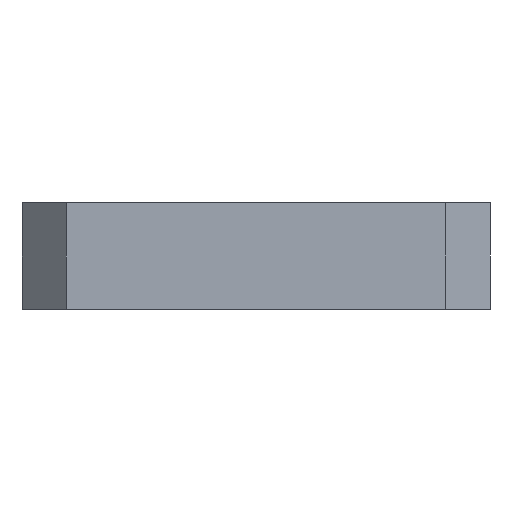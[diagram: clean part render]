
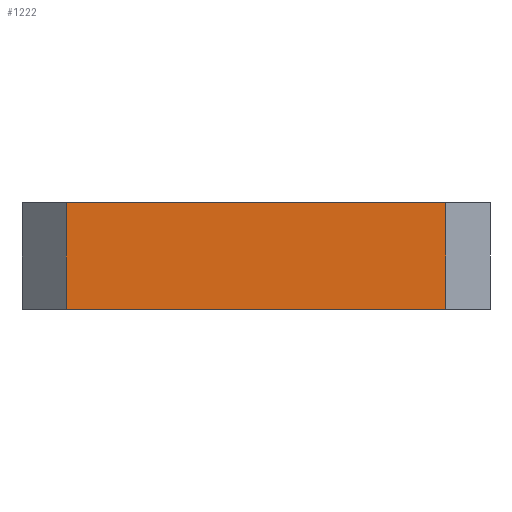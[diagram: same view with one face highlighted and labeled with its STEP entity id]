
A CAD part, front view. The second image highlights one B-rep face of the part: STEP entity #1222.
In plain terms, the highlighted planar face has unit normal (0, -1, 0).
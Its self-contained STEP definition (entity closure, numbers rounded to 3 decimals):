
#450 = PLANE('',#451);
#451 = AXIS2_PLACEMENT_3D('',#452,#453,#454);
#452 = CARTESIAN_POINT('',(270.,372.1,31.6));
#453 = DIRECTION('',(0.,0.,1.));
#454 = DIRECTION('',(-1.,0.,0.));
#797 = PLANE('',#798);
#798 = AXIS2_PLACEMENT_3D('',#799,#800,#801);
#799 = CARTESIAN_POINT('',(270.,369.9,22.));
#800 = DIRECTION('',(0.,0.,-1.));
#801 = DIRECTION('',(1.,0.,0.));
#993 = VERTEX_POINT('',#994);
#994 = CARTESIAN_POINT('',(227.35,318.85,
    31.6));
#1006 = PLANE('',#1007);
#1007 = AXIS2_PLACEMENT_3D('',#1008,#1009,#1010);
#1008 = CARTESIAN_POINT('',(227.87,318.33,
    20.92));
#1009 = DIRECTION('',(-0.707,-0.707,
    0.));
#1010 = DIRECTION('',(0.707,-0.707,0.
    ));
#1017 = EDGE_CURVE('',#993,#1018,#1020,.T.);
#1018 = VERTEX_POINT('',#1019);
#1019 = CARTESIAN_POINT('',(261.65,318.85,
    31.6));
#1020 = SURFACE_CURVE('',#1021,(#1024,#1030),.PCURVE_S1.);
#1021 = B_SPLINE_CURVE_WITH_KNOTS('',1,(#1022,#1023),.UNSPECIFIED.,.F.,
  .F.,(2,2),(0.,34.3),.PIECEWISE_BEZIER_KNOTS.);
#1022 = CARTESIAN_POINT('',(227.35,318.85,
    31.6));
#1023 = CARTESIAN_POINT('',(261.65,318.85,
    31.6));
#1024 = PCURVE('',#450,#1025);
#1025 = DEFINITIONAL_REPRESENTATION('',(#1026),#1029);
#1026 = B_SPLINE_CURVE_WITH_KNOTS('',1,(#1027,#1028),.UNSPECIFIED.,.F.,
  .F.,(2,2),(0.,34.3),.PIECEWISE_BEZIER_KNOTS.);
#1027 = CARTESIAN_POINT('',(42.65,53.25));
#1028 = CARTESIAN_POINT('',(8.35,53.25));
#1029 = ( GEOMETRIC_REPRESENTATION_CONTEXT(2) 
PARAMETRIC_REPRESENTATION_CONTEXT() REPRESENTATION_CONTEXT('2D SPACE',''
  ) );
#1030 = PCURVE('',#1031,#1036);
#1031 = PLANE('',#1032);
#1032 = AXIS2_PLACEMENT_3D('',#1033,#1034,#1035);
#1033 = CARTESIAN_POINT('',(265.2,318.85,
    20.92));
#1034 = DIRECTION('',(0.,-1.,0.));
#1035 = DIRECTION('',(-1.,0.,0.));
#1036 = DEFINITIONAL_REPRESENTATION('',(#1037),#1040);
#1037 = B_SPLINE_CURVE_WITH_KNOTS('',1,(#1038,#1039),.UNSPECIFIED.,.F.,
  .F.,(2,2),(0.,34.3),.PIECEWISE_BEZIER_KNOTS.);
#1038 = CARTESIAN_POINT('',(37.85,-10.68));
#1039 = CARTESIAN_POINT('',(3.55,-10.68));
#1040 = ( GEOMETRIC_REPRESENTATION_CONTEXT(2) 
PARAMETRIC_REPRESENTATION_CONTEXT() REPRESENTATION_CONTEXT('2D SPACE',''
  ) );
#1056 = PLANE('',#1057);
#1057 = AXIS2_PLACEMENT_3D('',#1058,#1059,#1060);
#1058 = CARTESIAN_POINT('',(266.17,323.37,
    20.92));
#1059 = DIRECTION('',(0.707,-0.707,0.
    ));
#1060 = DIRECTION('',(-0.707,-0.707,
    0.));
#1222 = ADVANCED_FACE('',(#1223),#1031,.T.);
#1223 = FACE_BOUND('',#1224,.T.);
#1224 = EDGE_LOOP('',(#1225,#1245,#1265,#1283));
#1225 = ORIENTED_EDGE('',*,*,#1226,.F.);
#1226 = EDGE_CURVE('',#1227,#993,#1229,.T.);
#1227 = VERTEX_POINT('',#1228);
#1228 = CARTESIAN_POINT('',(227.35,318.85,
    22.));
#1229 = SURFACE_CURVE('',#1230,(#1233,#1239),.PCURVE_S1.);
#1230 = B_SPLINE_CURVE_WITH_KNOTS('',1,(#1231,#1232),.UNSPECIFIED.,.F.,
  .F.,(2,2),(-9.6,0.),.PIECEWISE_BEZIER_KNOTS.);
#1231 = CARTESIAN_POINT('',(227.35,318.85,
    22.));
#1232 = CARTESIAN_POINT('',(227.35,318.85,
    31.6));
#1233 = PCURVE('',#1031,#1234);
#1234 = DEFINITIONAL_REPRESENTATION('',(#1235),#1238);
#1235 = B_SPLINE_CURVE_WITH_KNOTS('',1,(#1236,#1237),.UNSPECIFIED.,.F.,
  .F.,(2,2),(-9.6,0.),.PIECEWISE_BEZIER_KNOTS.);
#1236 = CARTESIAN_POINT('',(37.85,-1.08));
#1237 = CARTESIAN_POINT('',(37.85,-10.68));
#1238 = ( GEOMETRIC_REPRESENTATION_CONTEXT(2) 
PARAMETRIC_REPRESENTATION_CONTEXT() REPRESENTATION_CONTEXT('2D SPACE',''
  ) );
#1239 = PCURVE('',#1006,#1240);
#1240 = DEFINITIONAL_REPRESENTATION('',(#1241),#1244);
#1241 = B_SPLINE_CURVE_WITH_KNOTS('',1,(#1242,#1243),.UNSPECIFIED.,.F.,
  .F.,(2,2),(-9.6,0.),.PIECEWISE_BEZIER_KNOTS.);
#1242 = CARTESIAN_POINT('',(-0.735,1.08));
#1243 = CARTESIAN_POINT('',(-0.735,10.68));
#1244 = ( GEOMETRIC_REPRESENTATION_CONTEXT(2) 
PARAMETRIC_REPRESENTATION_CONTEXT() REPRESENTATION_CONTEXT('2D SPACE',''
  ) );
#1245 = ORIENTED_EDGE('',*,*,#1246,.F.);
#1246 = EDGE_CURVE('',#1247,#1227,#1249,.T.);
#1247 = VERTEX_POINT('',#1248);
#1248 = CARTESIAN_POINT('',(261.65,318.85,
    22.));
#1249 = SURFACE_CURVE('',#1250,(#1253,#1259),.PCURVE_S1.);
#1250 = B_SPLINE_CURVE_WITH_KNOTS('',1,(#1251,#1252),.UNSPECIFIED.,.F.,
  .F.,(2,2),(-34.3,0.),.PIECEWISE_BEZIER_KNOTS.);
#1251 = CARTESIAN_POINT('',(261.65,318.85,
    22.));
#1252 = CARTESIAN_POINT('',(227.35,318.85,
    22.));
#1253 = PCURVE('',#1031,#1254);
#1254 = DEFINITIONAL_REPRESENTATION('',(#1255),#1258);
#1255 = B_SPLINE_CURVE_WITH_KNOTS('',1,(#1256,#1257),.UNSPECIFIED.,.F.,
  .F.,(2,2),(-34.3,0.),.PIECEWISE_BEZIER_KNOTS.);
#1256 = CARTESIAN_POINT('',(3.55,-1.08));
#1257 = CARTESIAN_POINT('',(37.85,-1.08));
#1258 = ( GEOMETRIC_REPRESENTATION_CONTEXT(2) 
PARAMETRIC_REPRESENTATION_CONTEXT() REPRESENTATION_CONTEXT('2D SPACE',''
  ) );
#1259 = PCURVE('',#797,#1260);
#1260 = DEFINITIONAL_REPRESENTATION('',(#1261),#1264);
#1261 = B_SPLINE_CURVE_WITH_KNOTS('',1,(#1262,#1263),.UNSPECIFIED.,.F.,
  .F.,(2,2),(-34.3,0.),.PIECEWISE_BEZIER_KNOTS.);
#1262 = CARTESIAN_POINT('',(-8.35,51.05));
#1263 = CARTESIAN_POINT('',(-42.65,51.05));
#1264 = ( GEOMETRIC_REPRESENTATION_CONTEXT(2) 
PARAMETRIC_REPRESENTATION_CONTEXT() REPRESENTATION_CONTEXT('2D SPACE',''
  ) );
#1265 = ORIENTED_EDGE('',*,*,#1266,.F.);
#1266 = EDGE_CURVE('',#1018,#1247,#1267,.T.);
#1267 = SURFACE_CURVE('',#1268,(#1271,#1277),.PCURVE_S1.);
#1268 = B_SPLINE_CURVE_WITH_KNOTS('',1,(#1269,#1270),.UNSPECIFIED.,.F.,
  .F.,(2,2),(-9.6,0.),.PIECEWISE_BEZIER_KNOTS.);
#1269 = CARTESIAN_POINT('',(261.65,318.85,
    31.6));
#1270 = CARTESIAN_POINT('',(261.65,318.85,
    22.));
#1271 = PCURVE('',#1031,#1272);
#1272 = DEFINITIONAL_REPRESENTATION('',(#1273),#1276);
#1273 = B_SPLINE_CURVE_WITH_KNOTS('',1,(#1274,#1275),.UNSPECIFIED.,.F.,
  .F.,(2,2),(-9.6,0.),.PIECEWISE_BEZIER_KNOTS.);
#1274 = CARTESIAN_POINT('',(3.55,-10.68));
#1275 = CARTESIAN_POINT('',(3.55,-1.08));
#1276 = ( GEOMETRIC_REPRESENTATION_CONTEXT(2) 
PARAMETRIC_REPRESENTATION_CONTEXT() REPRESENTATION_CONTEXT('2D SPACE',''
  ) );
#1277 = PCURVE('',#1056,#1278);
#1278 = DEFINITIONAL_REPRESENTATION('',(#1279),#1282);
#1279 = B_SPLINE_CURVE_WITH_KNOTS('',1,(#1280,#1281),.UNSPECIFIED.,.F.,
  .F.,(2,2),(-9.6,0.),.PIECEWISE_BEZIER_KNOTS.);
#1280 = CARTESIAN_POINT('',(6.392,-10.68));
#1281 = CARTESIAN_POINT('',(6.392,-1.08));
#1282 = ( GEOMETRIC_REPRESENTATION_CONTEXT(2) 
PARAMETRIC_REPRESENTATION_CONTEXT() REPRESENTATION_CONTEXT('2D SPACE',''
  ) );
#1283 = ORIENTED_EDGE('',*,*,#1017,.F.);
